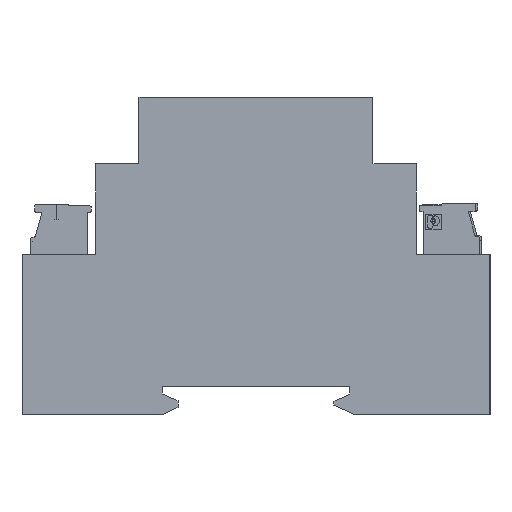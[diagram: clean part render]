
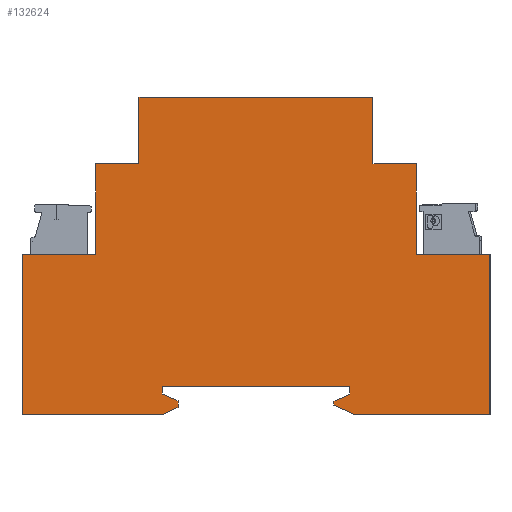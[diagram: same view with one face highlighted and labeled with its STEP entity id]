
A CAD part, left-side view. The second image highlights one B-rep face of the part: STEP entity #132624.
In plain terms, the highlighted face is planar.
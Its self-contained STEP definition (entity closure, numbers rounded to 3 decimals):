
#129828=DIRECTION('',(-1.,0.,0.));
#129829=VECTOR('',#129828,27.);
#129830=CARTESIAN_POINT('',(-18.,-61.1,79.3));
#129831=LINE('',#129830,#129829);
#129940=DIRECTION('',(-1.,0.,0.));
#129941=VECTOR('',#129940,26.);
#129942=CARTESIAN_POINT('',(45.,-61.1,79.3));
#129943=LINE('',#129942,#129941);
#129947=DIRECTION('',(0.904,0.428,0.));
#129948=VECTOR('',#129947,3.32);
#129949=CARTESIAN_POINT('',(-18.,-61.1,79.3));
#129950=LINE('',#129949,#129948);
#129954=DIRECTION('',(0.905,-0.425,0.));
#129955=VECTOR('',#129954,4.419);
#129956=CARTESIAN_POINT('',(15.,-59.223,79.3));
#129957=LINE('',#129956,#129955);
#129961=DIRECTION('',(0.,-1.,0.));
#129962=VECTOR('',#129961,0.7);
#129963=CARTESIAN_POINT('',(15.,-58.522,79.3));
#129964=LINE('',#129963,#129962);
#129968=DIRECTION('',(-0.904,-0.428,0.));
#129969=VECTOR('',#129968,3.32);
#129970=CARTESIAN_POINT('',(18.,-57.1,79.3));
#129971=LINE('',#129970,#129969);
#129975=DIRECTION('',(0.,-1.,0.));
#129976=VECTOR('',#129975,1.5);
#129977=CARTESIAN_POINT('',(18.,-55.6,79.3));
#129978=LINE('',#129977,#129976);
#129982=DIRECTION('',(1.,0.,0.));
#129983=VECTOR('',#129982,36.);
#129984=CARTESIAN_POINT('',(-18.,-55.6,79.3));
#129985=LINE('',#129984,#129983);
#129989=DIRECTION('',(0.,1.,0.));
#129990=VECTOR('',#129989,1.5);
#129991=CARTESIAN_POINT('',(-18.,-57.1,79.3));
#129992=LINE('',#129991,#129990);
#129996=DIRECTION('',(-0.919,0.395,0.));
#129997=VECTOR('',#129996,3.265);
#129998=CARTESIAN_POINT('',(-15.,-58.389,79.3));
#129999=LINE('',#129998,#129997);
#130003=DIRECTION('',(0.,1.,0.));
#130004=VECTOR('',#130003,1.289);
#130005=CARTESIAN_POINT('',(-15.,-59.678,79.3));
#130006=LINE('',#130005,#130004);
#130024=DIRECTION('',(0.,1.,0.));
#130025=VECTOR('',#130024,30.8);
#130026=CARTESIAN_POINT('',(-45.,-61.1,79.3));
#130027=LINE('',#130026,#130025);
#130066=DIRECTION('',(1.,0.,0.));
#130067=VECTOR('',#130066,14.2);
#130068=CARTESIAN_POINT('',(-45.,-30.3,79.3));
#130069=LINE('',#130068,#130067);
#130199=DIRECTION('',(0.,-1.,0.));
#130200=VECTOR('',#130199,30.8);
#130201=CARTESIAN_POINT('',(45.,-30.3,79.3));
#130202=LINE('',#130201,#130200);
#130332=DIRECTION('',(1.,0.,0.));
#130333=VECTOR('',#130332,14.2);
#130334=CARTESIAN_POINT('',(30.8,-30.3,79.3));
#130335=LINE('',#130334,#130333);
#131778=DIRECTION('',(1.,0.,0.));
#131779=VECTOR('',#131778,45.);
#131780=CARTESIAN_POINT('',(-22.5,0.,79.3));
#131781=LINE('',#131780,#131779);
#131820=DIRECTION('',(0.,1.,0.));
#131821=VECTOR('',#131820,12.8);
#131822=CARTESIAN_POINT('',(-22.5,-12.8,79.3));
#131823=LINE('',#131822,#131821);
#131834=DIRECTION('',(1.,0.,0.));
#131835=VECTOR('',#131834,8.3);
#131836=CARTESIAN_POINT('',(-30.8,-12.8,79.3));
#131837=LINE('',#131836,#131835);
#131848=DIRECTION('',(0.,1.,0.));
#131849=VECTOR('',#131848,17.5);
#131850=CARTESIAN_POINT('',(-30.8,-30.3,79.3));
#131851=LINE('',#131850,#131849);
#131862=DIRECTION('',(0.,-1.,0.));
#131863=VECTOR('',#131862,12.8);
#131864=CARTESIAN_POINT('',(22.5,0.,79.3));
#131865=LINE('',#131864,#131863);
#131876=DIRECTION('',(1.,0.,0.));
#131877=VECTOR('',#131876,8.3);
#131878=CARTESIAN_POINT('',(22.5,-12.8,79.3));
#131879=LINE('',#131878,#131877);
#131890=DIRECTION('',(0.,-1.,0.));
#131891=VECTOR('',#131890,17.5);
#131892=CARTESIAN_POINT('',(30.8,-12.8,79.3));
#131893=LINE('',#131892,#131891);
#131939=CARTESIAN_POINT('',(-45.,-61.1,79.3));
#131941=VERTEX_POINT('',#131939);
#131943=CARTESIAN_POINT('',(-18.,-61.1,79.3));
#131944=VERTEX_POINT('',#131943);
#132065=CARTESIAN_POINT('',(-30.8,-30.3,79.3));
#132067=VERTEX_POINT('',#132065);
#132097=CARTESIAN_POINT('',(-45.,-30.3,79.3));
#132098=VERTEX_POINT('',#132097);
#132113=CARTESIAN_POINT('',(22.5,-12.8,79.3));
#132115=VERTEX_POINT('',#132113);
#132119=CARTESIAN_POINT('',(30.8,-12.8,79.3));
#132120=VERTEX_POINT('',#132119);
#132123=CARTESIAN_POINT('',(30.8,-30.3,79.3));
#132124=CARTESIAN_POINT('',(45.,-30.3,79.3));
#132125=VERTEX_POINT('',#132123);
#132126=VERTEX_POINT('',#132124);
#132127=CARTESIAN_POINT('',(22.5,0.,79.3));
#132128=VERTEX_POINT('',#132127);
#132155=CARTESIAN_POINT('',(-30.8,-12.8,79.3));
#132156=VERTEX_POINT('',#132155);
#132165=CARTESIAN_POINT('',(45.,-61.1,79.3));
#132166=VERTEX_POINT('',#132165);
#132173=CARTESIAN_POINT('',(19.,-61.1,79.3));
#132174=VERTEX_POINT('',#132173);
#132175=CARTESIAN_POINT('',(-22.5,-12.8,79.3));
#132176=VERTEX_POINT('',#132175);
#132179=CARTESIAN_POINT('',(-22.5,0.,79.3));
#132180=VERTEX_POINT('',#132179);
#132201=CARTESIAN_POINT('',(-15.,-58.389,79.3));
#132202=CARTESIAN_POINT('',(-18.,-57.1,79.3));
#132203=VERTEX_POINT('',#132201);
#132204=VERTEX_POINT('',#132202);
#132205=CARTESIAN_POINT('',(-18.,-55.6,79.3));
#132206=CARTESIAN_POINT('',(18.,-55.6,79.3));
#132207=VERTEX_POINT('',#132205);
#132208=VERTEX_POINT('',#132206);
#132209=CARTESIAN_POINT('',(18.,-57.1,79.3));
#132210=VERTEX_POINT('',#132209);
#132211=CARTESIAN_POINT('',(-15.,-59.678,79.3));
#132212=VERTEX_POINT('',#132211);
#132213=CARTESIAN_POINT('',(15.,-58.522,79.3));
#132214=VERTEX_POINT('',#132213);
#132215=CARTESIAN_POINT('',(15.,-59.223,79.3));
#132216=VERTEX_POINT('',#132215);
#132584=CARTESIAN_POINT('',(-22.5,0.,79.3));
#132585=DIRECTION('',(0.,0.,1.));
#132586=DIRECTION('',(1.,0.,0.));
#132587=AXIS2_PLACEMENT_3D('',#132584,#132585,#132586);
#132588=PLANE('',#132587);
#132589=ORIENTED_EDGE('',*,*,#132374,.F.);
#132590=ORIENTED_EDGE('',*,*,#132352,.T.);
#132592=ORIENTED_EDGE('',*,*,#132591,.T.);
#132594=ORIENTED_EDGE('',*,*,#132593,.T.);
#132596=ORIENTED_EDGE('',*,*,#132595,.T.);
#132598=ORIENTED_EDGE('',*,*,#132597,.T.);
#132600=ORIENTED_EDGE('',*,*,#132599,.T.);
#132602=ORIENTED_EDGE('',*,*,#132601,.T.);
#132604=ORIENTED_EDGE('',*,*,#132603,.T.);
#132606=ORIENTED_EDGE('',*,*,#132605,.T.);
#132608=ORIENTED_EDGE('',*,*,#132607,.T.);
#132610=ORIENTED_EDGE('',*,*,#132609,.T.);
#132612=ORIENTED_EDGE('',*,*,#132611,.T.);
#132613=ORIENTED_EDGE('',*,*,#132568,.T.);
#132614=ORIENTED_EDGE('',*,*,#132550,.F.);
#132615=ORIENTED_EDGE('',*,*,#132528,.F.);
#132616=ORIENTED_EDGE('',*,*,#132506,.F.);
#132617=ORIENTED_EDGE('',*,*,#132484,.F.);
#132618=ORIENTED_EDGE('',*,*,#132462,.F.);
#132619=ORIENTED_EDGE('',*,*,#132440,.F.);
#132620=ORIENTED_EDGE('',*,*,#132418,.F.);
#132621=ORIENTED_EDGE('',*,*,#132396,.F.);
#132622=EDGE_LOOP('',(#132589,#132590,#132592,#132594,#132596,#132598,#132600,
#132602,#132604,#132606,#132608,#132610,#132612,#132613,#132614,#132615,#132616,
#132617,#132618,#132619,#132620,#132621));
#132623=FACE_OUTER_BOUND('',#132622,.F.);
#132352=EDGE_CURVE('',#131944,#131941,#129831,.T.);
#132374=EDGE_CURVE('',#131944,#132212,#129950,.T.);
#132396=EDGE_CURVE('',#132212,#132203,#130006,.T.);
#132418=EDGE_CURVE('',#132203,#132204,#129999,.T.);
#132440=EDGE_CURVE('',#132204,#132207,#129992,.T.);
#132462=EDGE_CURVE('',#132207,#132208,#129985,.T.);
#132484=EDGE_CURVE('',#132208,#132210,#129978,.T.);
#132506=EDGE_CURVE('',#132210,#132214,#129971,.T.);
#132528=EDGE_CURVE('',#132214,#132216,#129964,.T.);
#132550=EDGE_CURVE('',#132216,#132174,#129957,.T.);
#132568=EDGE_CURVE('',#132166,#132174,#129943,.T.);
#132591=EDGE_CURVE('',#131941,#132098,#130027,.T.);
#132593=EDGE_CURVE('',#132098,#132067,#130069,.T.);
#132595=EDGE_CURVE('',#132067,#132156,#131851,.T.);
#132597=EDGE_CURVE('',#132156,#132176,#131837,.T.);
#132599=EDGE_CURVE('',#132176,#132180,#131823,.T.);
#132601=EDGE_CURVE('',#132180,#132128,#131781,.T.);
#132603=EDGE_CURVE('',#132128,#132115,#131865,.T.);
#132605=EDGE_CURVE('',#132115,#132120,#131879,.T.);
#132607=EDGE_CURVE('',#132120,#132125,#131893,.T.);
#132609=EDGE_CURVE('',#132125,#132126,#130335,.T.);
#132611=EDGE_CURVE('',#132126,#132166,#130202,.T.);
#132624=ADVANCED_FACE('',(#132623),#132588,.T.);
